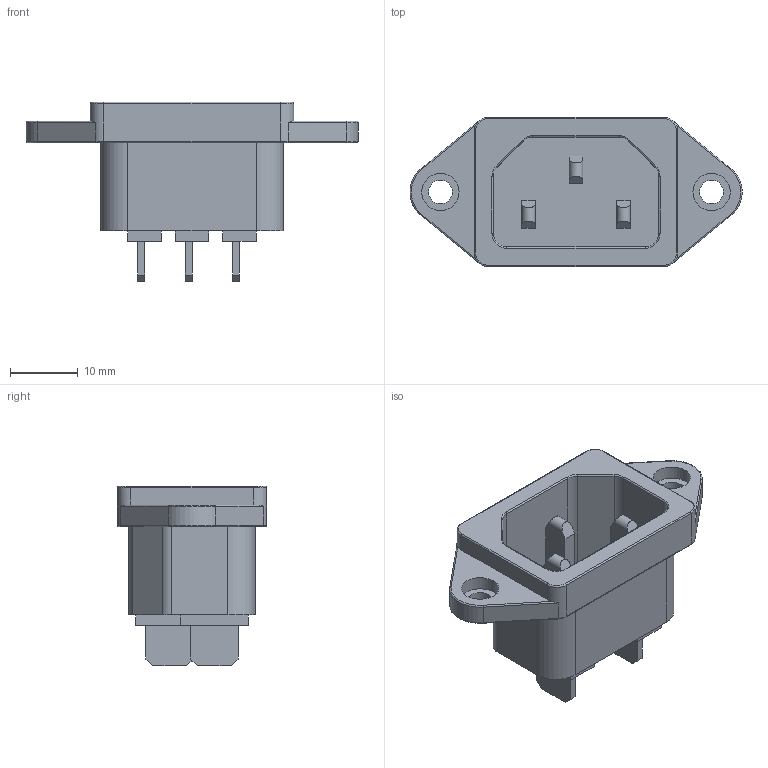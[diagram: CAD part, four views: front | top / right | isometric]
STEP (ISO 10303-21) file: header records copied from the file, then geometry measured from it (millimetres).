
FILE_DESCRIPTION(/* description */ (''),/* implementation_level */ '2;1');
FILE_NAME(/* name */ 'powerSocket.stp',/* time_stamp */ '2019-04-28T12:58:03+02:00',/* author */ ('Florin'),/* organization */ (''),/* preprocessor_version */ 'ST-DEVELOPER v16.5',/* originating_system */ 'Autodesk Inventor 2017',/* authorisation */ '');
FILE_SCHEMA (('AUTOMOTIVE_DESIGN { 1 0 10303 214 3 1 1 }'));
Length unit declared in the file: millimetre
Products named in the file (1): Kaltgeraetebuchse2
Bounding box: 48.97 x 22 x 26.5 mm (x, y, z)
Volume: 5020.6 mm3; surface area: 5676.7 mm2
Topology: 1 solids, 1 shells, 145 faces, 354 edges, 224 vertices
Faces by surface type: plane 82, cylinder 45, torus 18
Full cylindrical faces by diameter (mm): 3.5 x2, 5.5 x2
Entity records: 4295 total; most frequent: DIRECTION 746, CARTESIAN_POINT 740, ORIENTED_EDGE 700, EDGE_CURVE 350, AXIS2_PLACEMENT_3D 254, LINE 238, VECTOR 238, VERTEX_POINT 224
